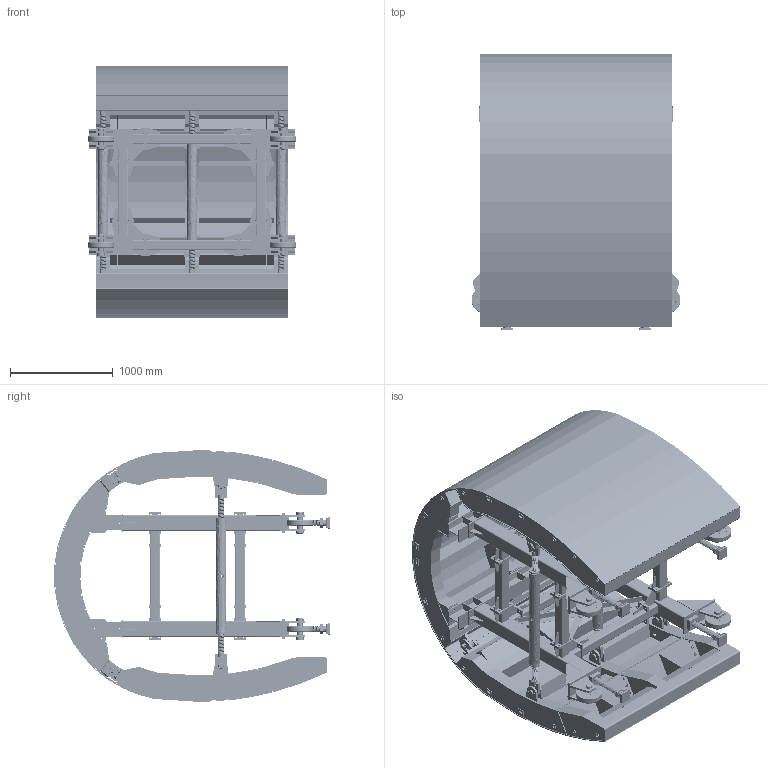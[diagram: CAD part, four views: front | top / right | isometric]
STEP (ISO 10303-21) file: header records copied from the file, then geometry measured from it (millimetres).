
FILE_DESCRIPTION(('FreeCAD Model'),'2;1');
FILE_NAME('Open CASCADE Shape Model','2025-04-30T22:11:32',('FreeCAD'),( 'FreeCAD'),'Open CASCADE STEP processor 7.6','FreeCAD','Unknown');
FILE_SCHEMA(('AUTOMOTIVE_DESIGN { 1 0 10303 214 1 1 1 1 }'));
Products named in the file (1): Open CASCADE STEP translator 7.6 1
Bounding box: 2032.56 x 2682.37 x 2453.47 mm (x, y, z)
Volume: 395893877.1 mm3; surface area: 102796378.7 mm2
Topology: 531 solids, 531 shells, 9212 faces, 22352 edges, 14292 vertices
Faces by surface type: bspline 9212
Entity records: 470030 total; most frequent: CARTESIAN_POINT 338653, ORIENTED_EDGE 44688, EDGE_CURVE 22344, B_SPLINE_CURVE_WITH_KNOTS 14600, VERTEX_POINT 14292, FACE_BOUND 10424, EDGE_LOOP 10424, ADVANCED_FACE 9212
